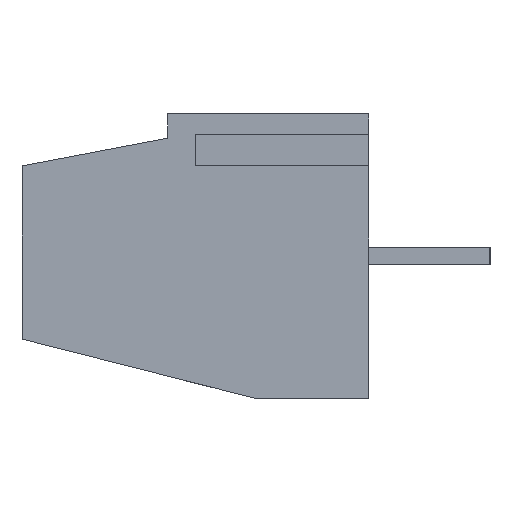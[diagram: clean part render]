
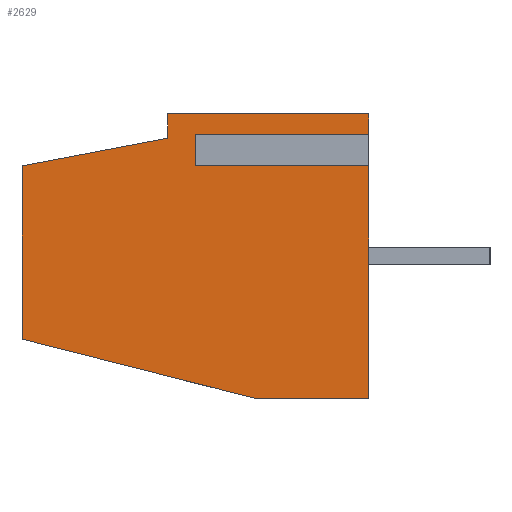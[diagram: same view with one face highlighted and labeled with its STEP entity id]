
A CAD part, left-side view. The second image highlights one B-rep face of the part: STEP entity #2629.
In plain terms, the highlighted planar face has unit normal (-1, 0, 0).
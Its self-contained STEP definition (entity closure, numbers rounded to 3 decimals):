
#72=DIRECTION('',(0.,0.,1.));
#73=VECTOR('',#72,0.5);
#74=CARTESIAN_POINT('',(-15.,0.,-1.3));
#75=LINE('',#74,#73);
#76=DIRECTION('',(0.,1.,0.));
#77=VECTOR('',#76,5.);
#78=CARTESIAN_POINT('',(-15.,-5.,-1.3));
#79=LINE('',#78,#77);
#80=DIRECTION('',(0.,0.,-1.));
#81=VECTOR('',#80,6.9);
#82=CARTESIAN_POINT('',(-15.,-5.,-1.3));
#83=LINE('',#82,#81);
#84=DIRECTION('',(0.,1.,0.));
#85=VECTOR('',#84,3.3);
#86=CARTESIAN_POINT('',(-15.,-5.,-8.2));
#87=LINE('',#86,#85);
#88=DIRECTION('',(0.,0.969,0.246));
#89=VECTOR('',#88,6.912);
#90=CARTESIAN_POINT('',(-15.,-1.7,-8.2));
#91=LINE('',#90,#89);
#92=DIRECTION('',(0.,0.,1.));
#93=VECTOR('',#92,5.);
#94=CARTESIAN_POINT('',(-15.,5.,-6.5));
#95=LINE('',#94,#93);
#96=DIRECTION('',(0.,-0.982,0.187));
#97=VECTOR('',#96,4.276);
#98=CARTESIAN_POINT('',(-15.,5.,-1.5));
#99=LINE('',#98,#97);
#100=DIRECTION('',(0.,0.,1.));
#101=VECTOR('',#100,0.7);
#102=CARTESIAN_POINT('',(-15.,0.8,-0.7));
#103=LINE('',#102,#101);
#104=DIRECTION('',(0.,-1.,0.));
#105=VECTOR('',#104,5.8);
#106=CARTESIAN_POINT('',(-15.,0.8,0.));
#107=LINE('',#106,#105);
#108=DIRECTION('',(0.,0.,-1.));
#109=VECTOR('',#108,0.8);
#110=CARTESIAN_POINT('',(-15.,-5.,0.));
#111=LINE('',#110,#109);
#112=DIRECTION('',(0.,1.,0.));
#113=VECTOR('',#112,5.);
#114=CARTESIAN_POINT('',(-15.,-5.,-0.8));
#115=LINE('',#114,#113);
#1980=CARTESIAN_POINT('',(-15.,-5.,-8.2));
#1981=CARTESIAN_POINT('',(-15.,-1.7,-8.2));
#1982=VERTEX_POINT('',#1980);
#1983=VERTEX_POINT('',#1981);
#1984=CARTESIAN_POINT('',(-15.,5.,-6.5));
#1985=VERTEX_POINT('',#1984);
#1986=CARTESIAN_POINT('',(-15.,5.,-1.5));
#1987=VERTEX_POINT('',#1986);
#1988=CARTESIAN_POINT('',(-15.,0.8,-0.7));
#1989=VERTEX_POINT('',#1988);
#1990=CARTESIAN_POINT('',(-15.,0.8,0.));
#1991=VERTEX_POINT('',#1990);
#1992=CARTESIAN_POINT('',(-15.,-5.,0.));
#1993=VERTEX_POINT('',#1992);
#2072=CARTESIAN_POINT('',(-15.,0.,-1.3));
#2073=CARTESIAN_POINT('',(-15.,0.,-0.8));
#2074=VERTEX_POINT('',#2072);
#2075=VERTEX_POINT('',#2073);
#2076=CARTESIAN_POINT('',(-15.,-5.,-0.8));
#2077=VERTEX_POINT('',#2076);
#2078=CARTESIAN_POINT('',(-15.,-5.,-1.3));
#2079=VERTEX_POINT('',#2078);
#2600=CARTESIAN_POINT('',(-15.,0.,0.));
#2601=DIRECTION('',(1.,0.,0.));
#2602=DIRECTION('',(0.,0.,-1.));
#2603=AXIS2_PLACEMENT_3D('',#2600,#2601,#2602);
#2604=PLANE('',#2603);
#2606=ORIENTED_EDGE('',*,*,#2605,.F.);
#2608=ORIENTED_EDGE('',*,*,#2607,.F.);
#2610=ORIENTED_EDGE('',*,*,#2609,.T.);
#2612=ORIENTED_EDGE('',*,*,#2611,.T.);
#2614=ORIENTED_EDGE('',*,*,#2613,.T.);
#2616=ORIENTED_EDGE('',*,*,#2615,.T.);
#2618=ORIENTED_EDGE('',*,*,#2617,.T.);
#2620=ORIENTED_EDGE('',*,*,#2619,.T.);
#2622=ORIENTED_EDGE('',*,*,#2621,.T.);
#2624=ORIENTED_EDGE('',*,*,#2623,.T.);
#2626=ORIENTED_EDGE('',*,*,#2625,.T.);
#2627=EDGE_LOOP('',(#2606,#2608,#2610,#2612,#2614,#2616,#2618,#2620,#2622,#2624,
#2626));
#2628=FACE_OUTER_BOUND('',#2627,.F.);
#2629=ADVANCED_FACE('',(#2628),#2604,.F.);
#2605=EDGE_CURVE('',#2074,#2075,#75,.T.);
#2607=EDGE_CURVE('',#2079,#2074,#79,.T.);
#2609=EDGE_CURVE('',#2079,#1982,#83,.T.);
#2611=EDGE_CURVE('',#1982,#1983,#87,.T.);
#2613=EDGE_CURVE('',#1983,#1985,#91,.T.);
#2615=EDGE_CURVE('',#1985,#1987,#95,.T.);
#2617=EDGE_CURVE('',#1987,#1989,#99,.T.);
#2619=EDGE_CURVE('',#1989,#1991,#103,.T.);
#2621=EDGE_CURVE('',#1991,#1993,#107,.T.);
#2623=EDGE_CURVE('',#1993,#2077,#111,.T.);
#2625=EDGE_CURVE('',#2077,#2075,#115,.T.);
